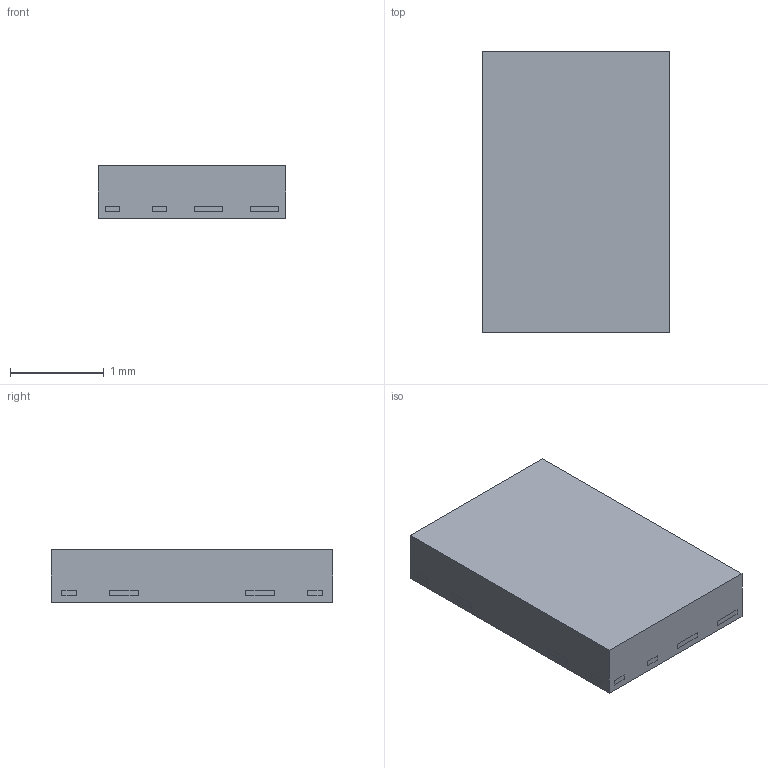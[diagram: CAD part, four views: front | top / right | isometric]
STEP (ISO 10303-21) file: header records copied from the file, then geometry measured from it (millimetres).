
FILE_DESCRIPTION(/* description */ ('Unknown'),/* implementation_level */ '2;1');
FILE_NAME(/* name */ 'DFN2030C-6 STP',/* time_stamp */ '2020-09-30T13:44:15+08:00',/* author */ ('Unknown'),/* organization */ ('Unknown'),/* preprocessor_version */ 'ST-DEVELOPER v16.7',/* originating_system */ 'DEX',/* authorisation */ $);
FILE_SCHEMA (('AUTOMOTIVE_DESIGN {1 0 10303 214 3 1 1}'));
Length unit declared in the file: millimetre
Products named in the file (3): DFN2030C-6 3D; CPD; LDF
Assembly tree (2 placements, depth 2):
  DFN2030C-6 3D
    CPD
    LDF
Bounding box: 2 x 3 x 0.56 mm (x, y, z)
Volume: 3.4 mm3; surface area: 34.5 mm2
Topology: 8 solids, 8 shells, 271 faces, 786 edges, 524 vertices
Faces by surface type: plane 229, cylinder 42
Entity records: 9954 total; most frequent: CARTESIAN_POINT 1584, ORIENTED_EDGE 1572, DIRECTION 1418, EDGE_CURVE 786, LINE 702, VECTOR 702, VERTEX_POINT 524, AXIS2_PLACEMENT_3D 358
